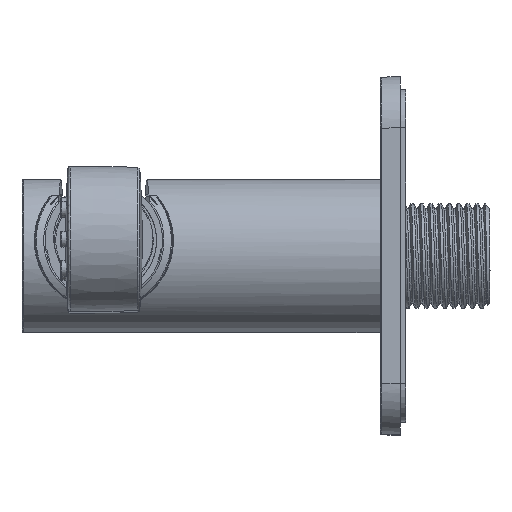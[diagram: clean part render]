
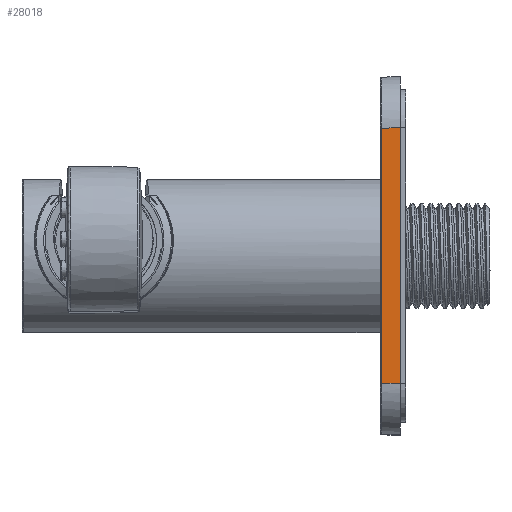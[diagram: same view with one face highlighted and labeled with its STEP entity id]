
A CAD part, top view. The second image highlights one B-rep face of the part: STEP entity #28018.
In plain terms, the highlighted planar face has unit normal (-0.018, 0, 1).
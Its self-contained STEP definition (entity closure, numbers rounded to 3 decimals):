
#3144=ORIENTED_EDGE('',*,*,#8364,.T.);
#3145=ORIENTED_EDGE('',*,*,#8351,.T.);
#3146=ORIENTED_EDGE('',*,*,#8362,.F.);
#3147=ORIENTED_EDGE('',*,*,#8365,.F.);
#8351=EDGE_CURVE('',#11000,#10999,#12810,.T.);
#8362=EDGE_CURVE('',#11008,#10999,#12817,.T.);
#8364=EDGE_CURVE('',#11009,#11000,#12818,.F.);
#8365=EDGE_CURVE('',#11009,#11008,#12819,.T.);
#10999=VERTEX_POINT('',#40169);
#11000=VERTEX_POINT('',#40171);
#11008=VERTEX_POINT('',#40193);
#11009=VERTEX_POINT('',#40197);
#12810=LINE('',#40170,#14122);
#12817=LINE('',#40192,#14129);
#12818=LINE('',#40196,#14130);
#12819=LINE('',#40198,#14131);
#14122=VECTOR('',#31642,1000.);
#14129=VECTOR('',#31663,1000.);
#14130=VECTOR('',#31668,1000.);
#14131=VECTOR('',#31669,1000.);
#15445=EDGE_LOOP('',(#3144,#3145,#3146,#3147));
#17100=FACE_BOUND('',#15445,.T.);
#18643=PLANE('',#29402);
#28018=ADVANCED_FACE('',(#17100),#18643,.T.);
#29402=AXIS2_PLACEMENT_3D('',#40195,#31666,#31667);
#31642=DIRECTION('',(0.,1.,0.));
#31663=DIRECTION('',(1.,0.017,0.017));
#31666=DIRECTION('',(-0.017,0.,1.));
#31667=DIRECTION('',(0.,-1.,0.));
#31668=DIRECTION('',(-1.,0.017,-0.017));
#31669=DIRECTION('',(0.,1.,0.));
#40169=CARTESIAN_POINT('',(4.,25.002,35.));
#40170=CARTESIAN_POINT('',(4.,-25.002,35.));
#40171=CARTESIAN_POINT('',(4.,-25.002,35.));
#40192=CARTESIAN_POINT('',(2.914,24.983,34.981));
#40193=CARTESIAN_POINT('',(0.295,24.937,34.935));
#40195=CARTESIAN_POINT('',(4.,-37.249,35.));
#40196=CARTESIAN_POINT('',(4.214,-25.005,35.004));
#40197=CARTESIAN_POINT('',(0.295,-24.937,34.935));
#40198=CARTESIAN_POINT('',(0.295,-37.249,34.935));
